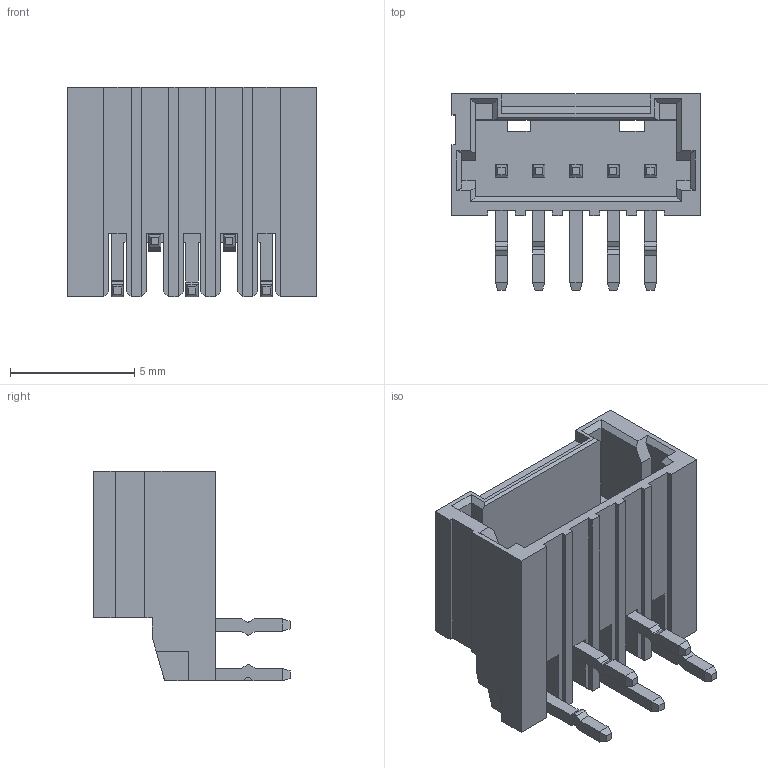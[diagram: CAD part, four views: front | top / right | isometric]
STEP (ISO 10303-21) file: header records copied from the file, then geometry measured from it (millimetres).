
FILE_DESCRIPTION( ('This file contains a STEP AP42 implementation' ,'as created by ZW3D STEP Interface translator.') ,'2;1' );
FILE_NAME( 'WF1503-WR05WX1001.stp' ,'231229.165410', (''), ('ZWCAD Software Co.'), 'Version 1.0', 'ZW3D to STEP translator', '' );
FILE_SCHEMA(('AUTOMOTIVE_DESIGN { 1 0 10303 214 1 1 1 1 }'));
Length unit declared in the file: millimetre
Products named in the file (2): 0; WF1503-WR05WX1001
Bounding box: 10 x 7.9 x 8.45 mm (x, y, z)
Volume: 205 mm3; surface area: 589.2 mm2
Topology: 1 solids, 1 shells, 272 faces, 742 edges, 476 vertices
Faces by surface type: plane 254, cylinder 18
Entity records: 8698 total; most frequent: CARTESIAN_POINT 1491, ORIENTED_EDGE 1484, DIRECTION 1324, EDGE_CURVE 742, VECTOR 706, LINE 706, VERTEX_POINT 476, AXIS2_PLACEMENT_3D 309
